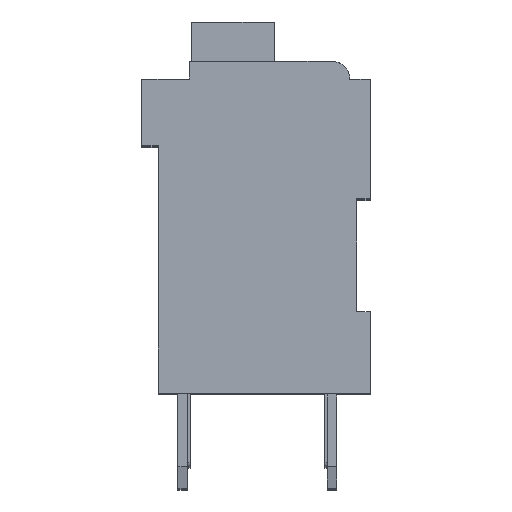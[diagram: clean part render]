
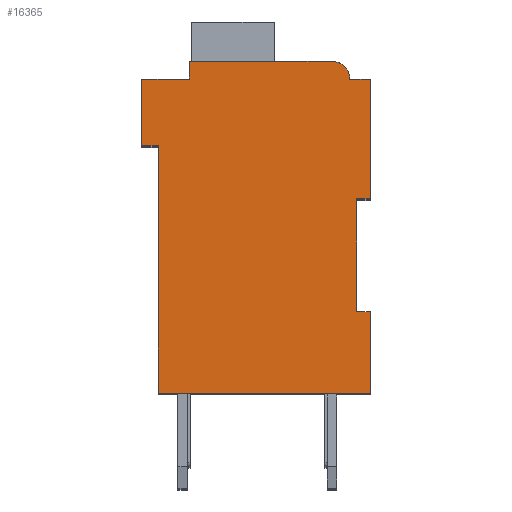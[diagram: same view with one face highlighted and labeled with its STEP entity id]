
A CAD part, top view. The second image highlights one B-rep face of the part: STEP entity #16365.
In plain terms, the highlighted planar face has unit normal (0, 0, 1).
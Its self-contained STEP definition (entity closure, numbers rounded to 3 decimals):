
#4074=DIRECTION('',(1.,0.,0.));
#4075=VECTOR('',#4074,0.5);
#4076=CARTESIAN_POINT('',(7.3,7.15,2.1));
#4077=LINE('',#4076,#4075);
#4078=DIRECTION('',(0.,1.,0.));
#4079=VECTOR('',#4078,4.15);
#4080=CARTESIAN_POINT('',(7.3,3.,2.1));
#4081=LINE('',#4080,#4079);
#4082=DIRECTION('',(-1.,0.,0.));
#4083=VECTOR('',#4082,0.5);
#4084=CARTESIAN_POINT('',(7.8,3.,2.1));
#4085=LINE('',#4084,#4083);
#4086=DIRECTION('',(0.,1.,0.));
#4087=VECTOR('',#4086,3.);
#4088=CARTESIAN_POINT('',(7.8,0.,2.1));
#4089=LINE('',#4088,#4087);
#4090=DIRECTION('',(1.,0.,0.));
#4091=VECTOR('',#4090,7.8);
#4092=CARTESIAN_POINT('',(0.,0.,2.1));
#4093=LINE('',#4092,#4091);
#4094=DIRECTION('',(0.,-1.,0.));
#4095=VECTOR('',#4094,9.1);
#4096=CARTESIAN_POINT('',(0.,9.1,2.1));
#4097=LINE('',#4096,#4095);
#4098=DIRECTION('',(1.,0.,0.));
#4099=VECTOR('',#4098,0.6);
#4100=CARTESIAN_POINT('',(-0.6,9.1,2.1));
#4101=LINE('',#4100,#4099);
#4102=DIRECTION('',(0.,-1.,0.));
#4103=VECTOR('',#4102,2.45);
#4104=CARTESIAN_POINT('',(-0.6,11.55,2.1));
#4105=LINE('',#4104,#4103);
#4106=DIRECTION('',(-1.,0.,0.));
#4107=VECTOR('',#4106,1.75);
#4108=CARTESIAN_POINT('',(1.15,11.55,2.1));
#4109=LINE('',#4108,#4107);
#4110=DIRECTION('',(0.,-1.,0.));
#4111=VECTOR('',#4110,0.65);
#4112=CARTESIAN_POINT('',(1.15,12.2,2.1));
#4113=LINE('',#4112,#4111);
#4114=DIRECTION('',(-1.,0.,0.));
#4115=VECTOR('',#4114,5.25);
#4116=CARTESIAN_POINT('',(6.4,12.2,2.1));
#4117=LINE('',#4116,#4115);
#4118=CARTESIAN_POINT('',(6.4,11.55,2.1));
#4119=DIRECTION('',(0.,0.,1.));
#4120=DIRECTION('',(1.,0.,0.));
#4121=AXIS2_PLACEMENT_3D('',#4118,#4119,#4120);
#4123=DIRECTION('',(-1.,0.,0.));
#4124=VECTOR('',#4123,0.75);
#4125=CARTESIAN_POINT('',(7.8,11.55,2.1));
#4126=LINE('',#4125,#4124);
#4127=DIRECTION('',(0.,1.,0.));
#4128=VECTOR('',#4127,4.4);
#4129=CARTESIAN_POINT('',(7.8,7.15,2.1));
#4130=LINE('',#4129,#4128);
#9209=CARTESIAN_POINT('',(7.3,7.15,2.1));
#9210=CARTESIAN_POINT('',(7.8,7.15,2.1));
#9211=VERTEX_POINT('',#9209);
#9212=VERTEX_POINT('',#9210);
#9213=CARTESIAN_POINT('',(7.8,11.55,2.1));
#9214=VERTEX_POINT('',#9213);
#9215=CARTESIAN_POINT('',(7.05,11.55,2.1));
#9216=VERTEX_POINT('',#9215);
#9217=CARTESIAN_POINT('',(6.4,12.2,2.1));
#9218=VERTEX_POINT('',#9217);
#9219=CARTESIAN_POINT('',(1.15,12.2,2.1));
#9220=VERTEX_POINT('',#9219);
#9221=CARTESIAN_POINT('',(1.15,11.55,2.1));
#9222=VERTEX_POINT('',#9221);
#9223=CARTESIAN_POINT('',(-0.6,11.55,2.1));
#9224=VERTEX_POINT('',#9223);
#9225=CARTESIAN_POINT('',(-0.6,9.1,2.1));
#9226=VERTEX_POINT('',#9225);
#9227=CARTESIAN_POINT('',(0.,9.1,2.1));
#9228=VERTEX_POINT('',#9227);
#9229=CARTESIAN_POINT('',(0.,0.,2.1));
#9230=VERTEX_POINT('',#9229);
#9231=CARTESIAN_POINT('',(7.8,0.,2.1));
#9232=VERTEX_POINT('',#9231);
#9233=CARTESIAN_POINT('',(7.8,3.,2.1));
#9234=VERTEX_POINT('',#9233);
#9235=CARTESIAN_POINT('',(7.3,3.,2.1));
#9236=VERTEX_POINT('',#9235);
#16344=CARTESIAN_POINT('',(0.,0.,2.1));
#16345=DIRECTION('',(0.,0.,1.));
#16346=DIRECTION('',(1.,0.,0.));
#16347=AXIS2_PLACEMENT_3D('',#16344,#16345,#16346);
#16348=PLANE('',#16347);
#16349=ORIENTED_EDGE('',*,*,#12118,.F.);
#16350=ORIENTED_EDGE('',*,*,#12598,.F.);
#16351=ORIENTED_EDGE('',*,*,#12964,.F.);
#16352=ORIENTED_EDGE('',*,*,#13199,.F.);
#16353=ORIENTED_EDGE('',*,*,#13478,.F.);
#16354=ORIENTED_EDGE('',*,*,#13855,.F.);
#16355=ORIENTED_EDGE('',*,*,#14416,.F.);
#16356=ORIENTED_EDGE('',*,*,#14575,.F.);
#16357=ORIENTED_EDGE('',*,*,#14813,.F.);
#16358=ORIENTED_EDGE('',*,*,#15284,.F.);
#16359=ORIENTED_EDGE('',*,*,#15648,.F.);
#16360=ORIENTED_EDGE('',*,*,#14864,.F.);
#16361=ORIENTED_EDGE('',*,*,#15145,.F.);
#16362=ORIENTED_EDGE('',*,*,#12493,.F.);
#16363=EDGE_LOOP('',(#16349,#16350,#16351,#16352,#16353,#16354,#16355,#16356,
#16357,#16358,#16359,#16360,#16361,#16362));
#16364=FACE_OUTER_BOUND('',#16363,.F.);
#4122=CIRCLE('',#4121,0.65);
#12118=EDGE_CURVE('',#9211,#9212,#4077,.T.);
#12493=EDGE_CURVE('',#9212,#9214,#4130,.T.);
#12598=EDGE_CURVE('',#9236,#9211,#4081,.T.);
#12964=EDGE_CURVE('',#9234,#9236,#4085,.T.);
#13199=EDGE_CURVE('',#9232,#9234,#4089,.T.);
#13478=EDGE_CURVE('',#9230,#9232,#4093,.T.);
#13855=EDGE_CURVE('',#9228,#9230,#4097,.T.);
#14416=EDGE_CURVE('',#9226,#9228,#4101,.T.);
#14575=EDGE_CURVE('',#9224,#9226,#4105,.T.);
#14813=EDGE_CURVE('',#9222,#9224,#4109,.T.);
#14864=EDGE_CURVE('',#9216,#9218,#4122,.T.);
#15145=EDGE_CURVE('',#9214,#9216,#4126,.T.);
#15284=EDGE_CURVE('',#9220,#9222,#4113,.T.);
#15648=EDGE_CURVE('',#9218,#9220,#4117,.T.);
#16365=ADVANCED_FACE('',(#16364),#16348,.T.);
